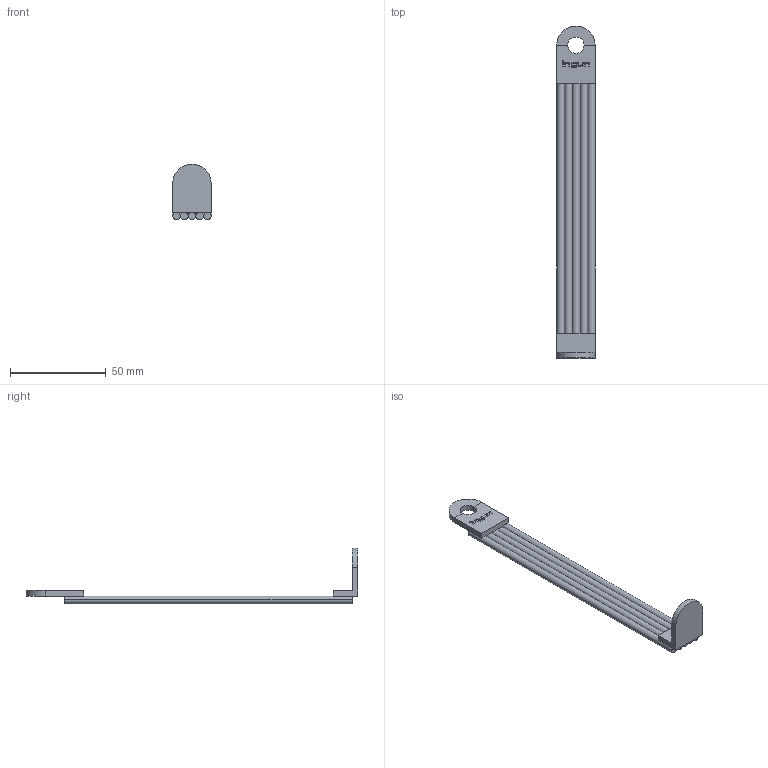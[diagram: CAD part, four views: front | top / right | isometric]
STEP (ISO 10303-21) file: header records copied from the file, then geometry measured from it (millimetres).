
FILE_DESCRIPTION (( 'STEP AP203' ), '1' );
FILE_NAME ('INGUN_SE-AWG08-6-AN0001-130-AN0002-5.STEP', '2025-11-19T07:40:27', ( '' ), ( '' ), 'SwSTEP 2.0', 'SolidWorks 2023', '' );
FILE_SCHEMA (( 'CONFIG_CONTROL_DESIGN' ));
Length unit declared in the file: millimetre
Products named in the file (1): INGUN_SE-AWG08-6-AN0001-130-AN0002-5
Bounding box: 20.04 x 173 x 28.99 mm (x, y, z)
Volume: 12896.6 mm3; surface area: 12444.4 mm2
Topology: 1 solids, 1 shells, 106 faces, 316 edges, 208 vertices
Faces by surface type: plane 70, cylinder 36
Entity records: 3665 total; most frequent: ORIENTED_EDGE 632, CARTESIAN_POINT 631, DIRECTION 622, EDGE_CURVE 316, VECTOR 224, LINE 224, VERTEX_POINT 208, AXIS2_PLACEMENT_3D 199
